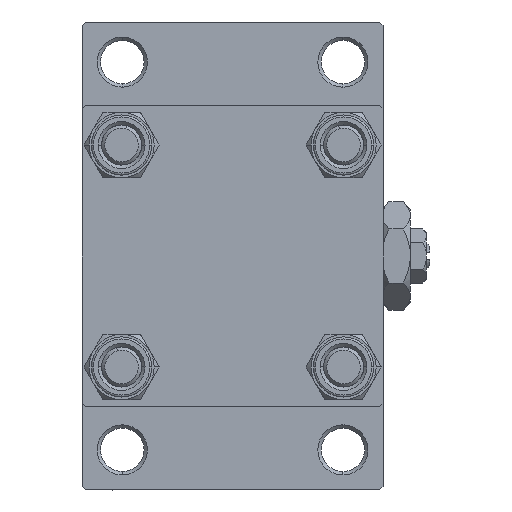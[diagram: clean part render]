
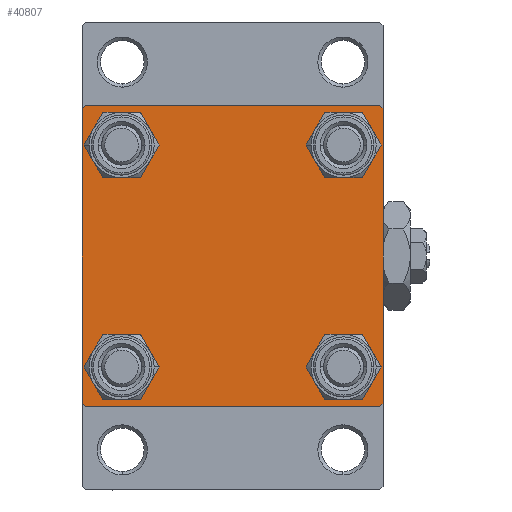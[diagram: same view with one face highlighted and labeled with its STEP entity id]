
A CAD part, left-side view. The second image highlights one B-rep face of the part: STEP entity #40807.
In plain terms, the highlighted planar face has unit normal (-1, 0, 0).
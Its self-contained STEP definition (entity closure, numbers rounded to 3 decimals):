
#300 = ORIENTED_EDGE ( 'NONE', *, *, #47708, .T. ) ;
#1511 = LINE ( 'NONE', #29875, #24068 ) ;
#2530 = CARTESIAN_POINT ( 'NONE',  ( 0., -22.5, 22. ) ) ;
#2990 = EDGE_LOOP ( 'NONE', ( #12129, #19022 ) ) ;
#3694 = CARTESIAN_POINT ( 'NONE',  ( 0., 0., 0. ) ) ;
#4256 = CARTESIAN_POINT ( 'NONE',  ( 0., 16.6, 16.6 ) ) ;
#5390 = VERTEX_POINT ( 'NONE', #11148 ) ;
#5598 = DIRECTION ( 'NONE',  ( 0., 0., 1. ) ) ;
#5759 = AXIS2_PLACEMENT_3D ( 'NONE', #13803, #38229, #49276 ) ;
#6499 = DIRECTION ( 'NONE',  ( 0., 0., -1. ) ) ;
#6671 = DIRECTION ( 'NONE',  ( 0., 0., 1. ) ) ;
#6731 = CIRCLE ( 'NONE', #22692, 3.5 ) ;
#6802 = VERTEX_POINT ( 'NONE', #49611 ) ;
#7349 = CARTESIAN_POINT ( 'NONE',  ( 0., 16.6, -16.6 ) ) ;
#7978 = CARTESIAN_POINT ( 'NONE',  ( 0., 16.6, -20.1 ) ) ;
#8189 = DIRECTION ( 'NONE',  ( 1., 0., 0. ) ) ;
#8279 = VERTEX_POINT ( 'NONE', #48524 ) ;
#8398 = DIRECTION ( 'NONE',  ( 0., 0., 1. ) ) ;
#8475 = VERTEX_POINT ( 'NONE', #2530 ) ;
#8680 = VERTEX_POINT ( 'NONE', #48453 ) ;
#8845 = CARTESIAN_POINT ( 'NONE',  ( 0., 16.6, 20.1 ) ) ;
#9054 = ORIENTED_EDGE ( 'NONE', *, *, #37709, .T. ) ;
#9583 = CARTESIAN_POINT ( 'NONE',  ( 0., 22.5, -22.5 ) ) ;
#9605 = CARTESIAN_POINT ( 'NONE',  ( 0., 22.5, 22.5 ) ) ;
#9835 = CIRCLE ( 'NONE', #39203, 3.5 ) ;
#10136 = DIRECTION ( 'NONE',  ( 0., -0.707, 0.707 ) ) ;
#10297 = DIRECTION ( 'NONE',  ( 0., 0.707, 0.707 ) ) ;
#11148 = CARTESIAN_POINT ( 'NONE',  ( 0., 16.6, -13.1 ) ) ;
#11925 = CARTESIAN_POINT ( 'NONE',  ( 0., 22., -22.5 ) ) ;
#12090 = DIRECTION ( 'NONE',  ( -1., 0., 0. ) ) ;
#12129 = ORIENTED_EDGE ( 'NONE', *, *, #27312, .T. ) ;
#13573 = CIRCLE ( 'NONE', #42096, 3.5 ) ;
#13756 = DIRECTION ( 'NONE',  ( 1., 0., 0. ) ) ;
#13803 = CARTESIAN_POINT ( 'NONE',  ( 0., -16.6, -16.6 ) ) ;
#14314 = DIRECTION ( 'NONE',  ( 0., -1., 0. ) ) ;
#14327 = ORIENTED_EDGE ( 'NONE', *, *, #50786, .T. ) ;
#14333 = VERTEX_POINT ( 'NONE', #18522 ) ;
#14373 = DIRECTION ( 'NONE',  ( 0., -0.707, -0.707 ) ) ;
#14812 = DIRECTION ( 'NONE',  ( 1., 0., 0. ) ) ;
#14959 = EDGE_CURVE ( 'NONE', #42643, #8680, #18827, .T. ) ;
#16142 = DIRECTION ( 'NONE',  ( 0., -1., 0. ) ) ;
#16423 = AXIS2_PLACEMENT_3D ( 'NONE', #20271, #48898, #44940 ) ;
#17313 = AXIS2_PLACEMENT_3D ( 'NONE', #7349, #22866, #50708 ) ;
#17346 = VECTOR ( 'NONE', #6499, 1000. ) ;
#17358 = ORIENTED_EDGE ( 'NONE', *, *, #40757, .T. ) ;
#17434 = CARTESIAN_POINT ( 'NONE',  ( 0., -16.6, 16.6 ) ) ;
#18042 = EDGE_CURVE ( 'NONE', #8475, #14333, #30419, .T. ) ;
#18151 = VECTOR ( 'NONE', #16142, 1000. ) ;
#18522 = CARTESIAN_POINT ( 'NONE',  ( 0., -22.5, -22. ) ) ;
#18827 = CIRCLE ( 'NONE', #49844, 3.5 ) ;
#19022 = ORIENTED_EDGE ( 'NONE', *, *, #26489, .T. ) ;
#20271 = CARTESIAN_POINT ( 'NONE',  ( 0., 16.6, -16.6 ) ) ;
#20279 = DIRECTION ( 'NONE',  ( 0., 0., 1. ) ) ;
#21138 = CARTESIAN_POINT ( 'NONE',  ( 0., -22., -22.5 ) ) ;
#21924 = EDGE_CURVE ( 'NONE', #8680, #42643, #9835, .T. ) ;
#22129 = CARTESIAN_POINT ( 'NONE',  ( 0., -22.25, 22.25 ) ) ;
#22286 = DIRECTION ( 'NONE',  ( 0., 0., 1. ) ) ;
#22339 = CARTESIAN_POINT ( 'NONE',  ( 0., -16.6, -13.1 ) ) ;
#22692 = AXIS2_PLACEMENT_3D ( 'NONE', #28699, #24756, #25267 ) ;
#22866 = DIRECTION ( 'NONE',  ( 1., 0., 0. ) ) ;
#24035 = CIRCLE ( 'NONE', #17313, 3.5 ) ;
#24068 = VECTOR ( 'NONE', #14373, 1000. ) ;
#24756 = DIRECTION ( 'NONE',  ( 1., 0., 0. ) ) ;
#24879 = EDGE_CURVE ( 'NONE', #35531, #47076, #34287, .T. ) ;
#25267 = DIRECTION ( 'NONE',  ( 0., 0., 1. ) ) ;
#25286 = ORIENTED_EDGE ( 'NONE', *, *, #24879, .T. ) ;
#25643 = LINE ( 'NONE', #45857, #50652 ) ;
#25708 = VERTEX_POINT ( 'NONE', #48291 ) ;
#26122 = CARTESIAN_POINT ( 'NONE',  ( 0., 16.6, 16.6 ) ) ;
#26301 = CARTESIAN_POINT ( 'NONE',  ( 0., 22.25, 22.25 ) ) ;
#26489 = EDGE_CURVE ( 'NONE', #35533, #5390, #31547, .T. ) ;
#26747 = CIRCLE ( 'NONE', #5759, 3.5 ) ;
#27067 = EDGE_CURVE ( 'NONE', #6802, #31505, #51606, .T. ) ;
#27151 = AXIS2_PLACEMENT_3D ( 'NONE', #4256, #8189, #20279 ) ;
#27169 = CARTESIAN_POINT ( 'NONE',  ( 0., -22., 22.5 ) ) ;
#27312 = EDGE_CURVE ( 'NONE', #5390, #35533, #24035, .T. ) ;
#27431 = EDGE_CURVE ( 'NONE', #8475, #31505, #34739, .T. ) ;
#28244 = EDGE_CURVE ( 'NONE', #8279, #35531, #1511, .T. ) ;
#28699 = CARTESIAN_POINT ( 'NONE',  ( 0., -16.6, -16.6 ) ) ;
#28866 = VERTEX_POINT ( 'NONE', #22339 ) ;
#29875 = CARTESIAN_POINT ( 'NONE',  ( 0., 22.25, -22.25 ) ) ;
#30146 = VERTEX_POINT ( 'NONE', #8845 ) ;
#30419 = LINE ( 'NONE', #46429, #17346 ) ;
#30515 = CARTESIAN_POINT ( 'NONE',  ( 0., -16.6, -20.1 ) ) ;
#31505 = VERTEX_POINT ( 'NONE', #27169 ) ;
#31547 = CIRCLE ( 'NONE', #16423, 3.5 ) ;
#32765 = LINE ( 'NONE', #9605, #46340 ) ;
#33794 = DIRECTION ( 'NONE',  ( 0., 0., -1. ) ) ;
#34287 = LINE ( 'NONE', #9583, #51817 ) ;
#34739 = LINE ( 'NONE', #22129, #34919 ) ;
#34919 = VECTOR ( 'NONE', #10297, 1000. ) ;
#35046 = ORIENTED_EDGE ( 'NONE', *, *, #40545, .T. ) ;
#35233 = PLANE ( 'NONE',  #38624 ) ;
#35531 = VERTEX_POINT ( 'NONE', #11925 ) ;
#35533 = VERTEX_POINT ( 'NONE', #7978 ) ;
#35829 = ORIENTED_EDGE ( 'NONE', *, *, #18042, .F. ) ;
#36120 = VECTOR ( 'NONE', #42317, 1000. ) ;
#36289 = EDGE_LOOP ( 'NONE', ( #35046, #9054 ) ) ;
#37709 = EDGE_CURVE ( 'NONE', #41333, #28866, #26747, .T. ) ;
#38195 = ORIENTED_EDGE ( 'NONE', *, *, #51489, .T. ) ;
#38229 = DIRECTION ( 'NONE',  ( 1., 0., 0. ) ) ;
#38556 = DIRECTION ( 'NONE',  ( 1., 0., 0. ) ) ;
#38624 = AXIS2_PLACEMENT_3D ( 'NONE', #3694, #12090, #8398 ) ;
#39203 = AXIS2_PLACEMENT_3D ( 'NONE', #17434, #13756, #5598 ) ;
#39670 = FACE_BOUND ( 'NONE', #47907, .T. ) ;
#39922 = FACE_OUTER_BOUND ( 'NONE', #46608, .T. ) ;
#40208 = ORIENTED_EDGE ( 'NONE', *, *, #27431, .T. ) ;
#40545 = EDGE_CURVE ( 'NONE', #28866, #41333, #6731, .T. ) ;
#40757 = EDGE_CURVE ( 'NONE', #6802, #25708, #47032, .T. ) ;
#40807 = ADVANCED_FACE ( 'NONE', ( #51746, #44128, #47535, #39670, #39922 ), #35233, .T. ) ;
#41333 = VERTEX_POINT ( 'NONE', #30515 ) ;
#42012 = CARTESIAN_POINT ( 'NONE',  ( 0., -16.6, 13.1 ) ) ;
#42096 = AXIS2_PLACEMENT_3D ( 'NONE', #26122, #14812, #6671 ) ;
#42317 = DIRECTION ( 'NONE',  ( 0., 0.707, -0.707 ) ) ;
#42643 = VERTEX_POINT ( 'NONE', #42012 ) ;
#43840 = ORIENTED_EDGE ( 'NONE', *, *, #45303, .T. ) ;
#43888 = CARTESIAN_POINT ( 'NONE',  ( 0., 16.6, 13.1 ) ) ;
#44128 = FACE_BOUND ( 'NONE', #36289, .T. ) ;
#44940 = DIRECTION ( 'NONE',  ( 0., 0., 1. ) ) ;
#45303 = EDGE_CURVE ( 'NONE', #25708, #8279, #32765, .T. ) ;
#45574 = ORIENTED_EDGE ( 'NONE', *, *, #21924, .T. ) ;
#45857 = CARTESIAN_POINT ( 'NONE',  ( 0., -22.25, -22.25 ) ) ;
#46079 = ORIENTED_EDGE ( 'NONE', *, *, #14959, .T. ) ;
#46340 = VECTOR ( 'NONE', #33794, 1000. ) ;
#46408 = CIRCLE ( 'NONE', #27151, 3.5 ) ;
#46429 = CARTESIAN_POINT ( 'NONE',  ( 0., -22.5, 22.5 ) ) ;
#46608 = EDGE_LOOP ( 'NONE', ( #43840, #47366, #25286, #38195, #35829, #40208, #48109, #17358 ) ) ;
#47032 = LINE ( 'NONE', #26301, #36120 ) ;
#47076 = VERTEX_POINT ( 'NONE', #21138 ) ;
#47319 = EDGE_LOOP ( 'NONE', ( #45574, #46079 ) ) ;
#47366 = ORIENTED_EDGE ( 'NONE', *, *, #28244, .T. ) ;
#47535 = FACE_BOUND ( 'NONE', #2990, .T. ) ;
#47658 = CARTESIAN_POINT ( 'NONE',  ( 0., 22.5, 22.5 ) ) ;
#47708 = EDGE_CURVE ( 'NONE', #48158, #30146, #13573, .T. ) ;
#47907 = EDGE_LOOP ( 'NONE', ( #14327, #300 ) ) ;
#48109 = ORIENTED_EDGE ( 'NONE', *, *, #27067, .F. ) ;
#48158 = VERTEX_POINT ( 'NONE', #43888 ) ;
#48291 = CARTESIAN_POINT ( 'NONE',  ( 0., 22.5, 22. ) ) ;
#48453 = CARTESIAN_POINT ( 'NONE',  ( 0., -16.6, 20.1 ) ) ;
#48524 = CARTESIAN_POINT ( 'NONE',  ( 0., 22.5, -22. ) ) ;
#48898 = DIRECTION ( 'NONE',  ( 1., 0., 0. ) ) ;
#49276 = DIRECTION ( 'NONE',  ( 0., 0., 1. ) ) ;
#49611 = CARTESIAN_POINT ( 'NONE',  ( 0., 22., 22.5 ) ) ;
#49844 = AXIS2_PLACEMENT_3D ( 'NONE', #50895, #38556, #22286 ) ;
#50652 = VECTOR ( 'NONE', #10136, 1000. ) ;
#50708 = DIRECTION ( 'NONE',  ( 0., 0., 1. ) ) ;
#50786 = EDGE_CURVE ( 'NONE', #30146, #48158, #46408, .T. ) ;
#50895 = CARTESIAN_POINT ( 'NONE',  ( 0., -16.6, 16.6 ) ) ;
#51489 = EDGE_CURVE ( 'NONE', #47076, #14333, #25643, .T. ) ;
#51606 = LINE ( 'NONE', #47658, #18151 ) ;
#51746 = FACE_BOUND ( 'NONE', #47319, .T. ) ;
#51817 = VECTOR ( 'NONE', #14314, 1000. ) ;
